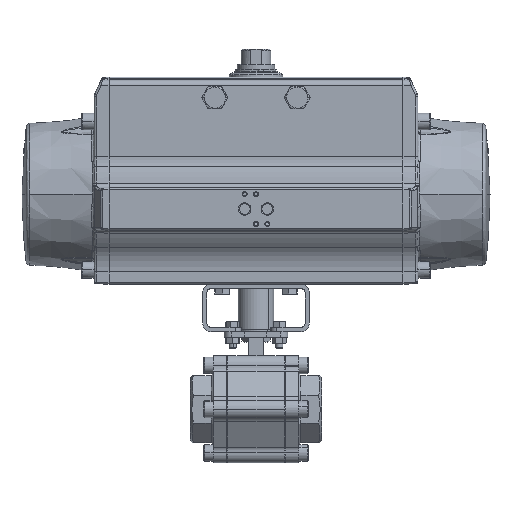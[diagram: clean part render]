
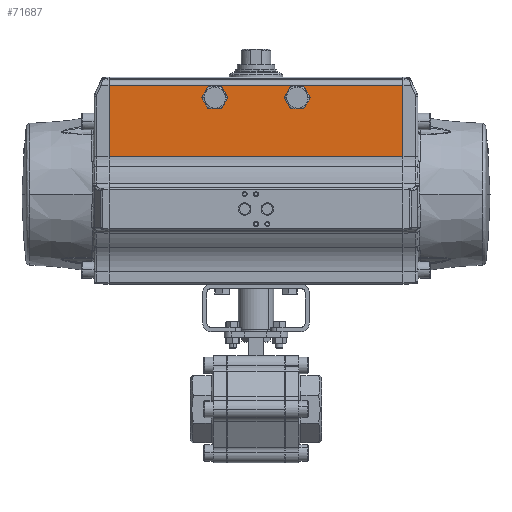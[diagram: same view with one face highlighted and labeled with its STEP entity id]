
A CAD part, top view. The second image highlights one B-rep face of the part: STEP entity #71687.
In plain terms, the highlighted planar face has unit normal (0, 0, 1).
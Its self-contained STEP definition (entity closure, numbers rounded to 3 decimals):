
#930 = DIRECTION ( 'NONE',  ( 0., -1., 0. ) ) ;
#1674 = CARTESIAN_POINT ( 'NONE',  ( -2.06, 13.61, 3.15 ) ) ;
#1892 = VECTOR ( 'NONE', #23778, 39.37 ) ;
#2064 = DIRECTION ( 'NONE',  ( -1., 0., 0. ) ) ;
#2761 = CARTESIAN_POINT ( 'NONE',  ( 6.181, 13.61, 3.15 ) ) ;
#2872 = CIRCLE ( 'NONE', #62825, 0.316 ) ;
#2919 = CARTESIAN_POINT ( 'NONE',  ( 1.732, 13.098, 3.15 ) ) ;
#3965 = VERTEX_POINT ( 'NONE', #9279 ) ;
#4655 = DIRECTION ( 'NONE',  ( 1., 0., 0. ) ) ;
#5808 = FACE_BOUND ( 'NONE', #58300, .T. ) ;
#9279 = CARTESIAN_POINT ( 'NONE',  ( 2.048, 13.098, 3.15 ) ) ;
#10055 = DIRECTION ( 'NONE',  ( 1., 0., 0. ) ) ;
#13137 = CARTESIAN_POINT ( 'NONE',  ( -2.205, 13.098, 3.15 ) ) ;
#13574 = VERTEX_POINT ( 'NONE', #69279 ) ;
#15531 = AXIS2_PLACEMENT_3D ( 'NONE', #58225, #15677, #65336 ) ;
#15649 = DIRECTION ( 'NONE',  ( 1., 0., 0. ) ) ;
#15677 = DIRECTION ( 'NONE',  ( 0., 0., 1. ) ) ;
#18311 = EDGE_CURVE ( 'NONE', #74771, #48930, #78480, .T. ) ;
#19354 = EDGE_CURVE ( 'NONE', #13574, #19550, #77411, .T. ) ;
#19550 = VERTEX_POINT ( 'NONE', #2761 ) ;
#23256 = PLANE ( 'NONE',  #88726 ) ;
#23778 = DIRECTION ( 'NONE',  ( 0., 1., 0. ) ) ;
#23798 = CARTESIAN_POINT ( 'NONE',  ( -6.181, 13.61, 3.15 ) ) ;
#24729 = DIRECTION ( 'NONE',  ( 0., 0., 1. ) ) ;
#24795 = FACE_OUTER_BOUND ( 'NONE', #41634, .T. ) ;
#27465 = ORIENTED_EDGE ( 'NONE', *, *, #36339, .F. ) ;
#29219 = CARTESIAN_POINT ( 'NONE',  ( -6.181, 13.61, 3.15 ) ) ;
#30858 = CARTESIAN_POINT ( 'NONE',  ( 6.181, 10.613, 3.15 ) ) ;
#31420 = ORIENTED_EDGE ( 'NONE', *, *, #19354, .T. ) ;
#33418 = ORIENTED_EDGE ( 'NONE', *, *, #84579, .F. ) ;
#35776 = ORIENTED_EDGE ( 'NONE', *, *, #18311, .T. ) ;
#36054 = CIRCLE ( 'NONE', #15531, 0.316 ) ;
#36239 = CARTESIAN_POINT ( 'NONE',  ( -1.26, 13.098, 3.15 ) ) ;
#36339 = EDGE_CURVE ( 'NONE', #3965, #49272, #36054, .T. ) ;
#38012 = CARTESIAN_POINT ( 'NONE',  ( 6.181, 13.61, 3.15 ) ) ;
#41634 = EDGE_LOOP ( 'NONE', ( #50982, #31420, #51648, #35776 ) ) ;
#42185 = EDGE_CURVE ( 'NONE', #74771, #19550, #79979, .T. ) ;
#42800 = EDGE_LOOP ( 'NONE', ( #27465, #85038 ) ) ;
#44693 = DIRECTION ( 'NONE',  ( 0., 0., -1. ) ) ;
#47255 = DIRECTION ( 'NONE',  ( 0., 0., 1. ) ) ;
#47991 = CARTESIAN_POINT ( 'NONE',  ( -6.181, 10.613, 3.15 ) ) ;
#48930 = VERTEX_POINT ( 'NONE', #47991 ) ;
#48948 = VERTEX_POINT ( 'NONE', #13137 ) ;
#49272 = VERTEX_POINT ( 'NONE', #90082 ) ;
#50982 = ORIENTED_EDGE ( 'NONE', *, *, #66342, .T. ) ;
#51648 = ORIENTED_EDGE ( 'NONE', *, *, #42185, .F. ) ;
#52654 = DIRECTION ( 'NONE',  ( 0., 0., 1. ) ) ;
#58225 = CARTESIAN_POINT ( 'NONE',  ( 1.732, 13.098, 3.15 ) ) ;
#58300 = EDGE_LOOP ( 'NONE', ( #33418, #60749 ) ) ;
#60749 = ORIENTED_EDGE ( 'NONE', *, *, #71267, .F. ) ;
#60928 = VECTOR ( 'NONE', #930, 39.37 ) ;
#62506 = FACE_BOUND ( 'NONE', #42800, .T. ) ;
#62825 = AXIS2_PLACEMENT_3D ( 'NONE', #2919, #52654, #10055 ) ;
#65305 = CARTESIAN_POINT ( 'NONE',  ( 6.181, 10.613, 3.15 ) ) ;
#65336 = DIRECTION ( 'NONE',  ( 1., 0., 0. ) ) ;
#66342 = EDGE_CURVE ( 'NONE', #48930, #13574, #89587, .T. ) ;
#66550 = EDGE_CURVE ( 'NONE', #49272, #3965, #2872, .T. ) ;
#66692 = AXIS2_PLACEMENT_3D ( 'NONE', #89735, #47255, #4655 ) ;
#67205 = CARTESIAN_POINT ( 'NONE',  ( -1.732, 13.098, 3.15 ) ) ;
#69279 = CARTESIAN_POINT ( 'NONE',  ( 6.181, 10.613, 3.15 ) ) ;
#70653 = VECTOR ( 'NONE', #15649, 39.37 ) ;
#71267 = EDGE_CURVE ( 'NONE', #48948, #87989, #80288, .T. ) ;
#71687 = ADVANCED_FACE ( 'NONE', ( #24795, #62506, #5808 ), #23256, .F. ) ;
#74321 = DIRECTION ( 'NONE',  ( 1., 0., 0. ) ) ;
#74771 = VERTEX_POINT ( 'NONE', #78555 ) ;
#77411 = LINE ( 'NONE', #30858, #1892 ) ;
#78480 = LINE ( 'NONE', #29219, #60928 ) ;
#78555 = CARTESIAN_POINT ( 'NONE',  ( -6.181, 13.61, 3.15 ) ) ;
#79979 = B_SPLINE_CURVE_WITH_KNOTS ( 'NONE', 3,
 ( #23798, #1674, #80512, #38012 ),
 .UNSPECIFIED., .F., .F.,
 ( 4, 4 ),
 ( 0., 1. ),
 .UNSPECIFIED. ) ;
#80288 = CIRCLE ( 'NONE', #66692, 0.472 ) ;
#80512 = CARTESIAN_POINT ( 'NONE',  ( 2.06, 13.61, 3.15 ) ) ;
#84579 = EDGE_CURVE ( 'NONE', #87989, #48948, #87574, .T. ) ;
#85038 = ORIENTED_EDGE ( 'NONE', *, *, #66550, .F. ) ;
#87128 = CARTESIAN_POINT ( 'NONE',  ( 6.181, 13.61, 3.15 ) ) ;
#87574 = CIRCLE ( 'NONE', #90994, 0.472 ) ;
#87989 = VERTEX_POINT ( 'NONE', #36239 ) ;
#88726 = AXIS2_PLACEMENT_3D ( 'NONE', #87128, #44693, #2064 ) ;
#89587 = LINE ( 'NONE', #65305, #70653 ) ;
#89735 = CARTESIAN_POINT ( 'NONE',  ( -1.732, 13.098, 3.15 ) ) ;
#90082 = CARTESIAN_POINT ( 'NONE',  ( 1.416, 13.098, 3.15 ) ) ;
#90994 = AXIS2_PLACEMENT_3D ( 'NONE', #67205, #24729, #74321 ) ;
